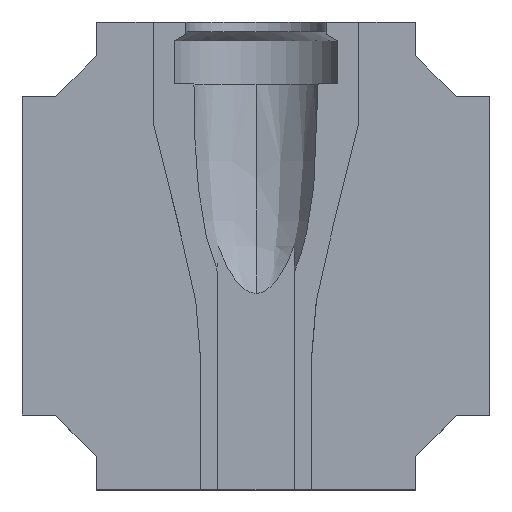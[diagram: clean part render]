
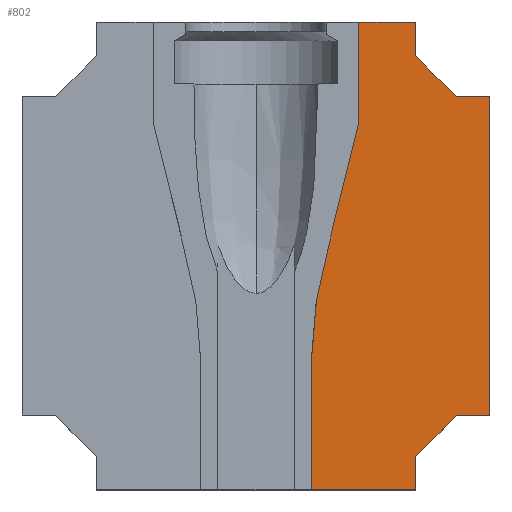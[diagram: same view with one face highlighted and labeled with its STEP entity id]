
A CAD part, top view. The second image highlights one B-rep face of the part: STEP entity #802.
In plain terms, the highlighted planar face has unit normal (0, 0, 1).
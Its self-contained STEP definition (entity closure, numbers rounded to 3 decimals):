
#49=B_SPLINE_CURVE_WITH_KNOTS('',3,(#1552,#1553,#1554,#1555),
 .UNSPECIFIED.,.F.,.F.,(4,4),(-2.,-1.),.UNSPECIFIED.);
#86=FACE_OUTER_BOUND('',#127,.T.);
#127=EDGE_LOOP('',(#691,#692,#693,#694,#695,#696,#697,#698,#699,#700,#701,
#702));
#143=LINE('',#1077,#234);
#147=LINE('',#1085,#238);
#150=LINE('',#1091,#241);
#166=LINE('',#1125,#257);
#170=LINE('',#1133,#261);
#173=LINE('',#1139,#264);
#193=LINE('',#1394,#284);
#214=LINE('',#1488,#305);
#216=LINE('',#1541,#307);
#219=LINE('',#1558,#310);
#220=LINE('',#1563,#311);
#234=VECTOR('',#891,10.);
#238=VECTOR('',#897,10.);
#241=VECTOR('',#902,10.);
#257=VECTOR('',#928,10.);
#261=VECTOR('',#934,10.);
#264=VECTOR('',#939,10.);
#284=VECTOR('',#979,10.);
#305=VECTOR('',#1014,10.);
#307=VECTOR('',#1026,10.);
#310=VECTOR('',#1031,10.);
#311=VECTOR('',#1038,10.);
#323=VERTEX_POINT('',#1075);
#324=VERTEX_POINT('',#1076);
#327=VERTEX_POINT('',#1084);
#329=VERTEX_POINT('',#1090);
#341=VERTEX_POINT('',#1123);
#342=VERTEX_POINT('',#1124);
#345=VERTEX_POINT('',#1132);
#347=VERTEX_POINT('',#1138);
#372=VERTEX_POINT('',#1392);
#386=VERTEX_POINT('',#1487);
#387=VERTEX_POINT('',#1540);
#388=VERTEX_POINT('',#1551);
#401=EDGE_CURVE('',#323,#324,#143,.T.);
#405=EDGE_CURVE('',#327,#323,#147,.T.);
#408=EDGE_CURVE('',#329,#327,#150,.T.);
#424=EDGE_CURVE('',#341,#342,#166,.T.);
#428=EDGE_CURVE('',#345,#341,#170,.T.);
#431=EDGE_CURVE('',#347,#345,#173,.T.);
#464=EDGE_CURVE('',#372,#329,#193,.T.);
#490=EDGE_CURVE('',#342,#386,#214,.T.);
#494=EDGE_CURVE('',#372,#387,#216,.T.);
#496=EDGE_CURVE('',#387,#388,#49,.T.);
#498=EDGE_CURVE('',#388,#386,#219,.T.);
#500=EDGE_CURVE('',#324,#347,#220,.T.);
#691=ORIENTED_EDGE('',*,*,#498,.T.);
#692=ORIENTED_EDGE('',*,*,#490,.F.);
#693=ORIENTED_EDGE('',*,*,#424,.F.);
#694=ORIENTED_EDGE('',*,*,#428,.F.);
#695=ORIENTED_EDGE('',*,*,#431,.F.);
#696=ORIENTED_EDGE('',*,*,#500,.F.);
#697=ORIENTED_EDGE('',*,*,#401,.F.);
#698=ORIENTED_EDGE('',*,*,#405,.F.);
#699=ORIENTED_EDGE('',*,*,#408,.F.);
#700=ORIENTED_EDGE('',*,*,#464,.F.);
#701=ORIENTED_EDGE('',*,*,#494,.T.);
#702=ORIENTED_EDGE('',*,*,#496,.T.);
#762=PLANE('',#865);
#802=ADVANCED_FACE('',(#86),#762,.T.);
#865=AXIS2_PLACEMENT_3D('',#1562,#1036,#1037);
#891=DIRECTION('',(1.,0.,0.));
#897=DIRECTION('',(0.707,-0.707,0.));
#902=DIRECTION('',(0.,-1.,0.));
#928=DIRECTION('',(0.,-1.,0.));
#934=DIRECTION('',(-0.707,-0.707,0.));
#939=DIRECTION('',(-1.,0.,0.));
#979=DIRECTION('',(1.,0.,0.));
#1014=DIRECTION('',(-1.,0.,0.));
#1026=DIRECTION('',(0.,-1.,0.));
#1031=DIRECTION('',(0.,-1.,0.));
#1036=DIRECTION('center_axis',(0.,0.,1.));
#1037=DIRECTION('ref_axis',(1.,0.,0.));
#1038=DIRECTION('',(0.,-1.,0.));
#1075=CARTESIAN_POINT('',(0.395,37.93,13.));
#1076=CARTESIAN_POINT('',(3.97,37.93,13.));
#1077=CARTESIAN_POINT('',(-8.48,37.93,13.));
#1084=CARTESIAN_POINT('',(-3.93,42.255,13.));
#1085=CARTESIAN_POINT('',(-0.686,39.011,13.));
#1090=CARTESIAN_POINT('',(-3.93,45.83,13.));
#1091=CARTESIAN_POINT('',(-3.93,31.593,13.));
#1123=CARTESIAN_POINT('',(-3.93,-0.395,13.));
#1124=CARTESIAN_POINT('',(-3.93,-3.97,13.));
#1125=CARTESIAN_POINT('',(-3.93,8.48,13.));
#1132=CARTESIAN_POINT('',(0.395,3.93,13.));
#1133=CARTESIAN_POINT('',(-2.849,0.686,13.));
#1138=CARTESIAN_POINT('',(3.97,3.93,13.));
#1139=CARTESIAN_POINT('',(-10.267,3.93,13.));
#1392=CARTESIAN_POINT('',(-9.994,45.83,13.));
#1394=CARTESIAN_POINT('',(-12.53,45.83,13.));
#1487=CARTESIAN_POINT('',(-15.051,-3.97,13.));
#1488=CARTESIAN_POINT('',(-12.53,-3.97,13.));
#1540=CARTESIAN_POINT('',(-9.994,35.055,13.));
#1541=CARTESIAN_POINT('',(-9.994,27.993,13.));
#1551=CARTESIAN_POINT('',(-15.051,9.632,13.));
#1552=CARTESIAN_POINT('Ctrl Pts',(-9.994,35.055,13.));
#1553=CARTESIAN_POINT('Ctrl Pts',(-12.268,24.617,13.));
#1554=CARTESIAN_POINT('Ctrl Pts',(-15.051,18.122,13.));
#1555=CARTESIAN_POINT('Ctrl Pts',(-15.051,9.632,13.));
#1558=CARTESIAN_POINT('',(-15.051,8.48,13.));
#1562=CARTESIAN_POINT('Origin',(-20.93,20.93,13.));
#1563=CARTESIAN_POINT('',(3.97,29.33,13.));
